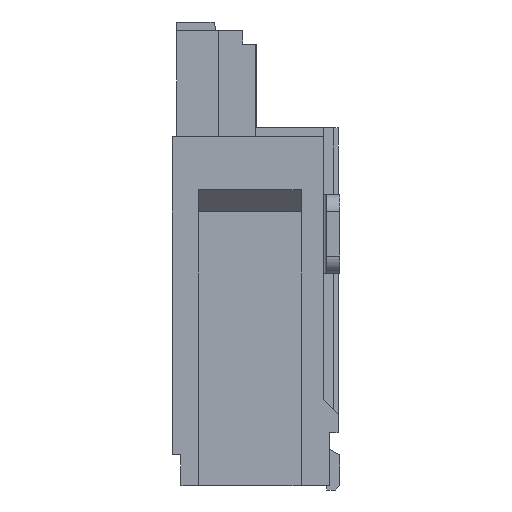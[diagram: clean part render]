
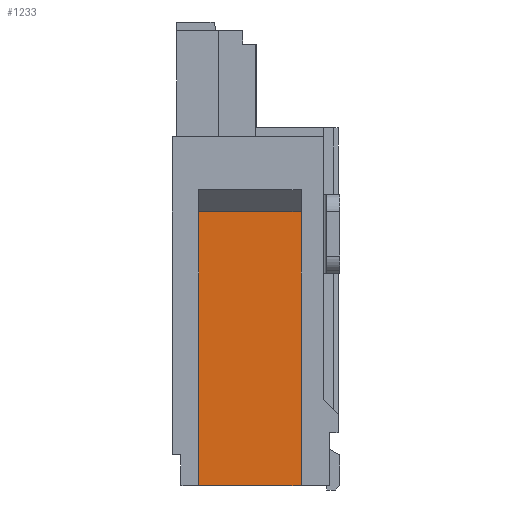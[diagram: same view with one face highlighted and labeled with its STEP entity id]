
A CAD part, left-side view. The second image highlights one B-rep face of the part: STEP entity #1233.
In plain terms, the highlighted planar face has unit normal (-1, 0, 0).
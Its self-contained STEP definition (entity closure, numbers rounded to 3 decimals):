
#1233=ADVANCED_FACE('',(#3605),#3606,.F.);
#3605=FACE_OUTER_BOUND('',#6045,.T.);
#3606=PLANE('',#6046);
#6045=EDGE_LOOP('',(#16015,#16016,#16017,#16018));
#6046=AXIS2_PLACEMENT_3D('',#16019,#16020,#16021);
#16015=ORIENTED_EDGE('',*,*,#19982,.F.);
#16016=ORIENTED_EDGE('',*,*,#19981,.T.);
#16017=ORIENTED_EDGE('',*,*,#19983,.T.);
#16018=ORIENTED_EDGE('',*,*,#19984,.T.);
#16019=CARTESIAN_POINT('',(-6.6,1.58,-4.05));
#16020=DIRECTION('',(1.0,0.0,0.0));
#16021=DIRECTION('',(0.0,1.0,0.0));
#19981=EDGE_CURVE('',#25633,#25636,#25638,.T.);
#19982=EDGE_CURVE('',#25633,#25639,#25640,.T.);
#19983=EDGE_CURVE('',#25636,#25641,#25642,.T.);
#19984=EDGE_CURVE('',#25641,#25639,#25643,.T.);
#25633=VERTEX_POINT('',#34144);
#25636=VERTEX_POINT('',#34149);
#25638=LINE('',#34152,#34153);
#25639=VERTEX_POINT('',#34154);
#25640=LINE('',#34155,#34156);
#25641=VERTEX_POINT('',#34157);
#25642=LINE('',#34158,#34159);
#25643=LINE('',#34160,#34161);
#34144=CARTESIAN_POINT('',(-6.6,1.58,-4.05));
#34149=CARTESIAN_POINT('',(-6.6,0.42,-4.05));
#34152=CARTESIAN_POINT('',(-6.6,1.58,-4.05));
#34153=VECTOR('',#38349,1.16);
#34154=CARTESIAN_POINT('',(-6.6,1.58,-0.95));
#34155=CARTESIAN_POINT('',(-6.6,1.58,-4.05));
#34156=VECTOR('',#38350,3.1);
#34157=CARTESIAN_POINT('',(-6.6,0.42,-0.95));
#34158=CARTESIAN_POINT('',(-6.6,0.42,-4.05));
#34159=VECTOR('',#38351,3.1);
#34160=CARTESIAN_POINT('',(-6.6,0.42,-0.95));
#34161=VECTOR('',#38352,1.16);
#38349=DIRECTION('',(0.0,-1.0,0.0));
#38350=DIRECTION('',(0.0,0.0,1.0));
#38351=DIRECTION('',(0.0,0.0,1.0));
#38352=DIRECTION('',(0.0,1.0,0.0));
